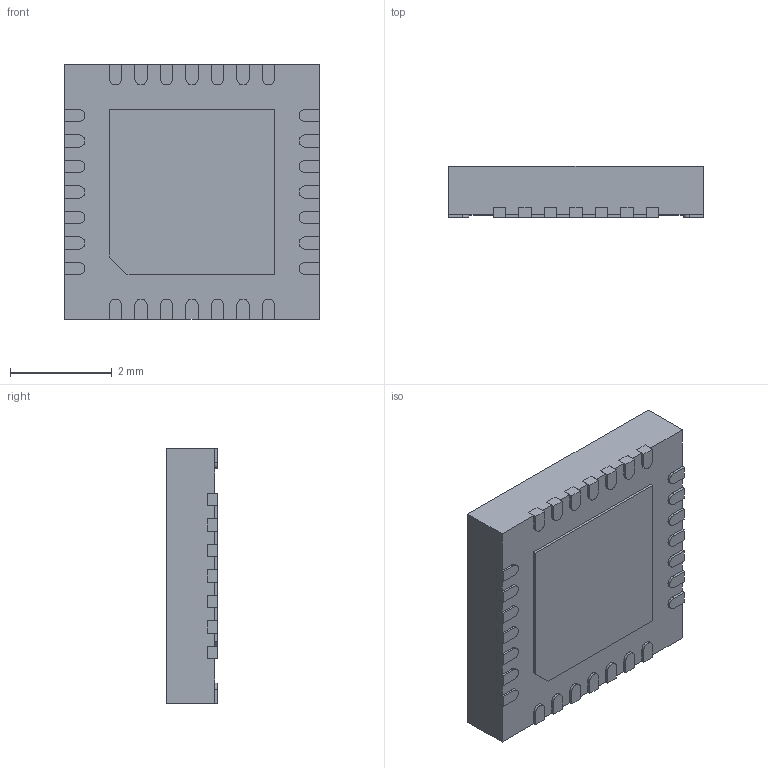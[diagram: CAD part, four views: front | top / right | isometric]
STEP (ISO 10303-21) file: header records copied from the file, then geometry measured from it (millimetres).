
FILE_DESCRIPTION (( 'STEP AP214' ), '1' );
FILE_NAME ('MCP39F521-E_MQ.STEP', '2024-02-06T11:59:19', ( 'LENOVO' ), ( '' ), 'SwSTEP 2.0', 'SolidWorks 2021', '' );
FILE_SCHEMA (( 'AUTOMOTIVE_DESIGN' ));
Length unit declared in the file: millimetre
Products named in the file (1): MCP39F521-E_MQ
Bounding box: 5 x 1 x 5 mm (x, y, z)
Volume: 24.4 mm3; surface area: 109.6 mm2
Topology: 31 solids, 31 shells, 320 faces, 768 edges, 512 vertices
Faces by surface type: plane 246, cylinder 74
Entity records: 9544 total; most frequent: CARTESIAN_POINT 1601, DIRECTION 1558, ORIENTED_EDGE 1536, EDGE_CURVE 768, LINE 620, VECTOR 620, VERTEX_POINT 512, AXIS2_PLACEMENT_3D 469
